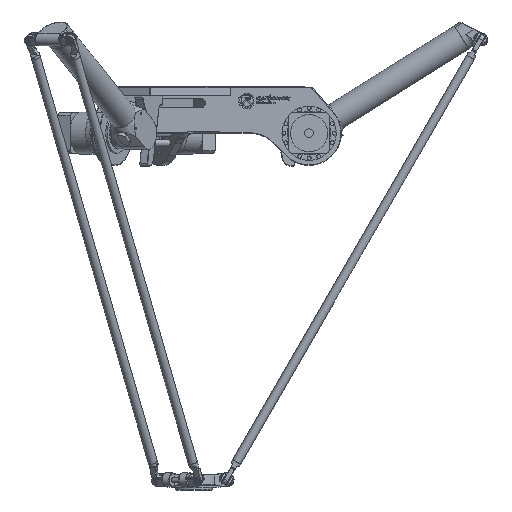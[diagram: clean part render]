
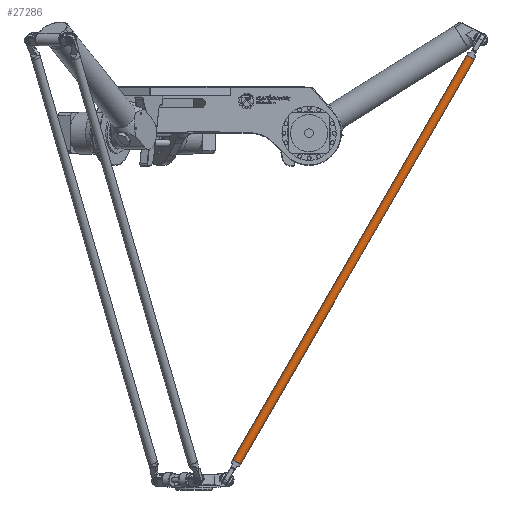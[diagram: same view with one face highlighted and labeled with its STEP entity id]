
A CAD part, front view. The second image highlights one B-rep face of the part: STEP entity #27286.
In plain terms, the highlighted cylindrical face has radius 10 mm (diameter 20 mm), a full revolution.
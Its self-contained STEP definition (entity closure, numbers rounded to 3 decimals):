
#884=FACE_BOUND('',#6034,.T.);
#2059=CIRCLE('',#29954,10.);
#2063=CIRCLE('',#29966,10.);
#2540=CYLINDRICAL_SURFACE('',#30048,10.);
#4104=FACE_OUTER_BOUND('',#6033,.T.);
#6033=EDGE_LOOP('',(#24458));
#6034=EDGE_LOOP('',(#24459));
#13184=VERTEX_POINT('',#55287);
#13195=VERTEX_POINT('',#55312);
#16880=EDGE_CURVE('',#13184,#13184,#2059,.T.);
#16891=EDGE_CURVE('',#13195,#13195,#2063,.T.);
#24458=ORIENTED_EDGE('',*,*,#16880,.T.);
#24459=ORIENTED_EDGE('',*,*,#16891,.T.);
#27286=ADVANCED_FACE('',(#4104,#884),#2540,.T.);
#29954=AXIS2_PLACEMENT_3D('',#55288,#37353,#37354);
#29966=AXIS2_PLACEMENT_3D('',#55313,#37379,#37380);
#30048=AXIS2_PLACEMENT_3D('',#55569,#37608,#37609);
#37353=DIRECTION('center_axis',(-1.,0.,0.));
#37354=DIRECTION('ref_axis',(0.,0.,1.));
#37379=DIRECTION('center_axis',(1.,0.,0.));
#37380=DIRECTION('ref_axis',(0.,0.,1.));
#37608=DIRECTION('center_axis',(-1.,0.,0.));
#37609=DIRECTION('ref_axis',(0.,0.,1.));
#55287=CARTESIAN_POINT('',(1059.9,10.,0.));
#55288=CARTESIAN_POINT('Origin',(1059.9,0.,0.));
#55312=CARTESIAN_POINT('',(45.1,10.,0.));
#55313=CARTESIAN_POINT('Origin',(45.1,0.,0.));
#55569=CARTESIAN_POINT('Origin',(45.,0.,0.));
